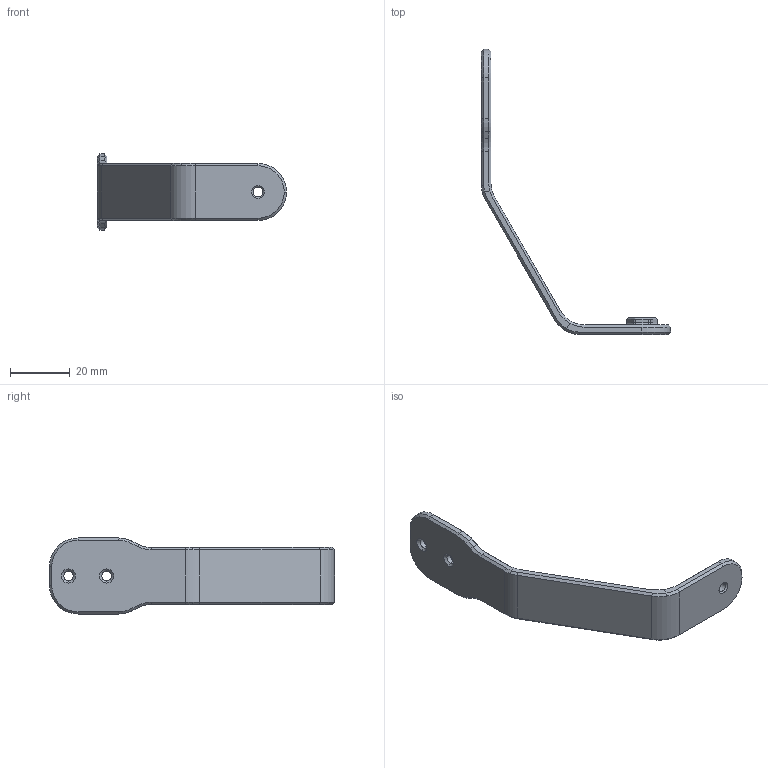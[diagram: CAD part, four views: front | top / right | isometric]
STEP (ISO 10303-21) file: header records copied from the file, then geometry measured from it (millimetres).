
FILE_DESCRIPTION (( 'STEP AP214' ), '1' );
FILE_NAME ('AARL_QR_FR_LE_PL_BL_009.STEP', '2024-06-21T05:48:07', ( '' ), ( '' ), 'SwSTEP 2.0', 'SolidWorks 2024', '' );
FILE_SCHEMA (( 'AUTOMOTIVE_DESIGN' ));
Length unit declared in the file: inch
Products named in the file (1): AARL_QR_FR_LE_PL_BL_009
Bounding box: 63.09 x 95.14 x 25.4 mm (x, y, z)
Volume: 8364.1 mm3; surface area: 6131.7 mm2
Topology: 1 solids, 1 shells, 178 faces, 411 edges, 231 vertices
Faces by surface type: plane 65, cone 56, cylinder 44, torus 7, sphere 6
Entity records: 4936 total; most frequent: DIRECTION 927, CARTESIAN_POINT 815, ORIENTED_EDGE 810, EDGE_CURVE 405, AXIS2_PLACEMENT_3D 343, VECTOR 241, LINE 241, VERTEX_POINT 231
